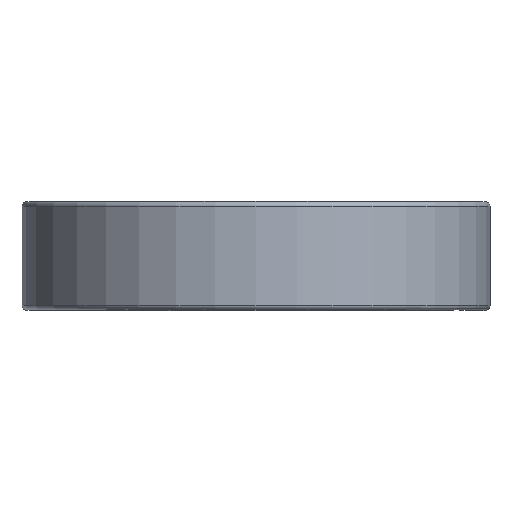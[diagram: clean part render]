
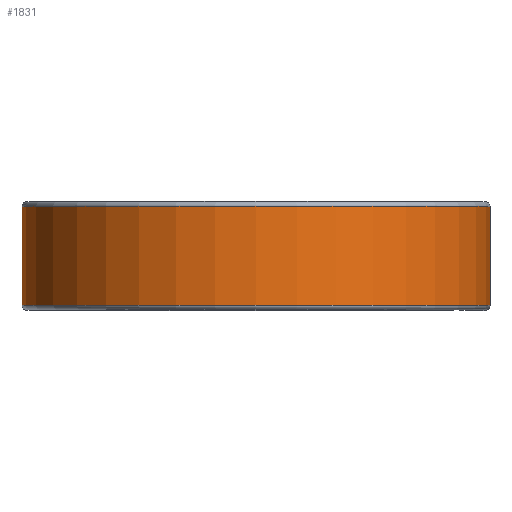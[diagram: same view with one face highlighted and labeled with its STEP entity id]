
A CAD part, top view. The second image highlights one B-rep face of the part: STEP entity #1831.
In plain terms, the highlighted cylindrical face has radius 37.732 mm (diameter 75.463 mm), a partial arc.
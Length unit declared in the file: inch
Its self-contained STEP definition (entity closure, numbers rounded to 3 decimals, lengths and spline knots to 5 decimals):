
#140 = CARTESIAN_POINT ( 'NONE',  ( 1.4855, 0.31375, 0. ) ) ;
#157 = ORIENTED_EDGE ( 'NONE', *, *, #2246, .T. ) ;
#245 = ORIENTED_EDGE ( 'NONE', *, *, #344, .F. ) ;
#272 = LINE ( 'NONE', #592, #411 ) ;
#330 = AXIS2_PLACEMENT_3D ( 'NONE', #1035, #444, #2121 ) ;
#331 = VERTEX_POINT ( 'NONE', #2403 ) ;
#344 = EDGE_CURVE ( 'NONE', #1593, #1191, #2149, .T. ) ;
#354 = EDGE_CURVE ( 'NONE', #1191, #331, #2168, .T. ) ;
#411 = VECTOR ( 'NONE', #799, 39.37008 ) ;
#444 = DIRECTION ( 'NONE',  ( 0., -1., 0. ) ) ;
#447 = EDGE_LOOP ( 'NONE', ( #157, #1070, #2239, #245 ) ) ;
#528 = FACE_OUTER_BOUND ( 'NONE', #447, .T. ) ;
#592 = CARTESIAN_POINT ( 'NONE',  ( 1.4855, 0.31375, 0. ) ) ;
#606 = DIRECTION ( 'NONE',  ( 0., -1., 0. ) ) ;
#615 = CIRCLE ( 'NONE', #918, 1.4855 ) ;
#621 = VERTEX_POINT ( 'NONE', #140 ) ;
#675 = CARTESIAN_POINT ( 'NONE',  ( 0., -0.31375, -1.4855 ) ) ;
#799 = DIRECTION ( 'NONE',  ( 0., 1., 0. ) ) ;
#918 = AXIS2_PLACEMENT_3D ( 'NONE', #1767, #606, #1919 ) ;
#1009 = CARTESIAN_POINT ( 'NONE',  ( 0., 0.31375, -1.4855 ) ) ;
#1035 = CARTESIAN_POINT ( 'NONE',  ( 0., 0.3125, 0. ) ) ;
#1045 = DIRECTION ( 'NONE',  ( 0., 1., 0. ) ) ;
#1070 = ORIENTED_EDGE ( 'NONE', *, *, #1784, .T. ) ;
#1144 = CYLINDRICAL_SURFACE ( 'NONE', #330, 1.4855 ) ;
#1191 = VERTEX_POINT ( 'NONE', #675 ) ;
#1339 = VECTOR ( 'NONE', #1045, 39.37008 ) ;
#1593 = VERTEX_POINT ( 'NONE', #2090 ) ;
#1767 = CARTESIAN_POINT ( 'NONE',  ( 0., 0.31375, 0. ) ) ;
#1784 = EDGE_CURVE ( 'NONE', #621, #331, #615, .T. ) ;
#1831 = ADVANCED_FACE ( 'NONE', ( #528 ), #1144, .T. ) ;
#1919 = DIRECTION ( 'NONE',  ( 0., 0., -1. ) ) ;
#1933 = CARTESIAN_POINT ( 'NONE',  ( 0., -0.31375, 0. ) ) ;
#2041 = AXIS2_PLACEMENT_3D ( 'NONE', #1933, #2081, #2277 ) ;
#2081 = DIRECTION ( 'NONE',  ( 0., -1., 0. ) ) ;
#2090 = CARTESIAN_POINT ( 'NONE',  ( 1.4855, -0.31375, 0. ) ) ;
#2121 = DIRECTION ( 'NONE',  ( 0., 0., -1. ) ) ;
#2149 = CIRCLE ( 'NONE', #2041, 1.4855 ) ;
#2168 = LINE ( 'NONE', #1009, #1339 ) ;
#2239 = ORIENTED_EDGE ( 'NONE', *, *, #354, .F. ) ;
#2246 = EDGE_CURVE ( 'NONE', #1593, #621, #272, .T. ) ;
#2277 = DIRECTION ( 'NONE',  ( 0., 0., -1. ) ) ;
#2403 = CARTESIAN_POINT ( 'NONE',  ( 0., 0.31375, -1.4855 ) ) ;
